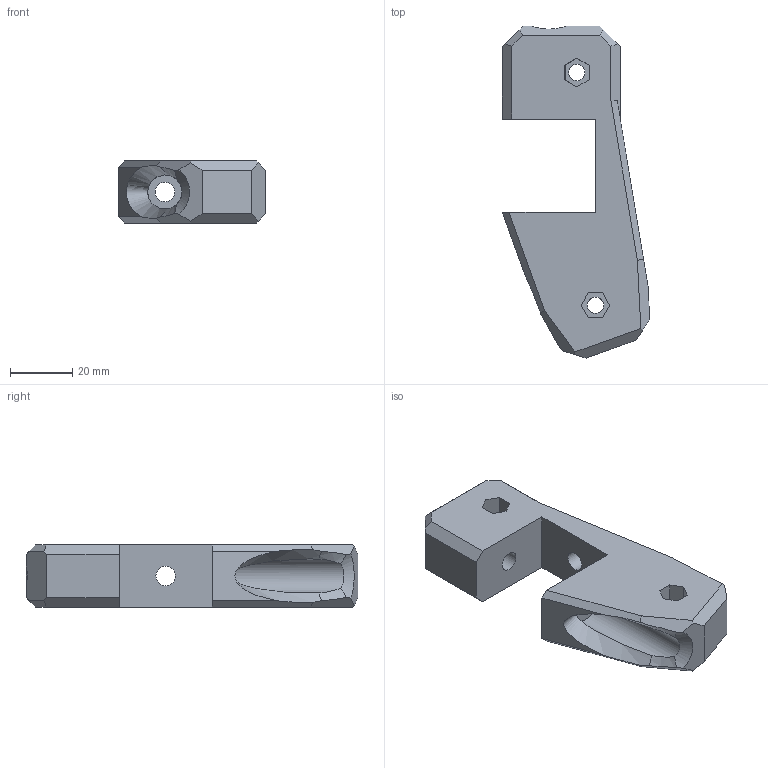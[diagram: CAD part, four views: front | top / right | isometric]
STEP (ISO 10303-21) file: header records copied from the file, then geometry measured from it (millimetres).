
FILE_DESCRIPTION(/* description */ ('STEP AP242','CAx-IF Rec.Pracs.---Representation and Presentation of Product Manufacturing Information (PMI)---4.0---2014-10-13','CAx-IF Rec.Pracs.---3D Tessellated Geometry---0.4---2014-09-14','2;1'),/* implementation_level */ '2;1');
FILE_NAME(/* name */ '61c8e42480feac090ea936be',/* time_stamp */ '2021-12-26T21:52:37+00:00',/* author */ (''),/* organization */ (''),/* preprocessor_version */ 'ST-DEVELOPER v18.101',/* originating_system */ ' ',/* authorisation */ ' ');
FILE_SCHEMA (('AP242_MANAGED_MODEL_BASED_3D_ENGINEERING_MIM_LF { 1 0 10303 442 1 1 4 }'));
Length unit declared in the file: metre
Products named in the file (1): side_legs
Bounding box: 47.5 x 106.98 x 20 mm (x, y, z)
Volume: 50366.9 mm3; surface area: 14528.8 mm2
Topology: 1 solids, 1 shells, 70 faces, 200 edges, 134 vertices
Faces by surface type: plane 57, cylinder 8, bspline 4, cone 1
Full cylindrical faces by diameter (mm): 5.3 x2, 6.3 x3, 11 x3
Entity records: 2446 total; most frequent: CARTESIAN_POINT 678, ORIENTED_EDGE 372, DIRECTION 315, EDGE_CURVE 186, LINE 141, VECTOR 141, VERTEX_POINT 129, EDGE_LOOP 93
